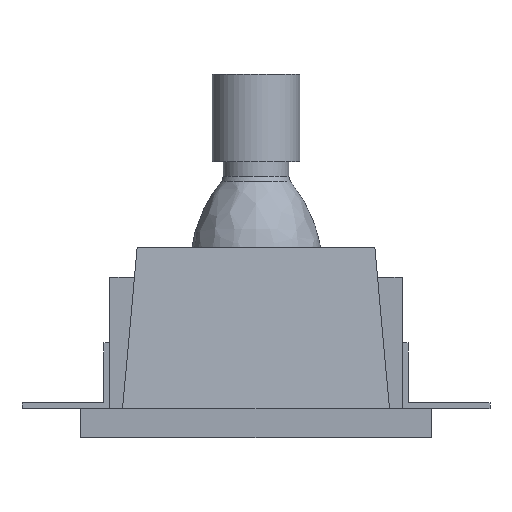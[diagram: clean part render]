
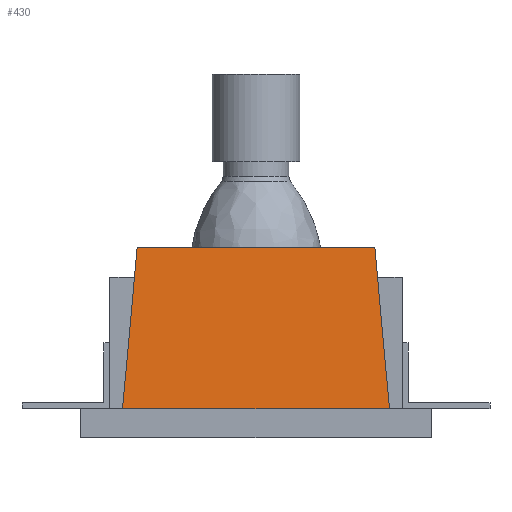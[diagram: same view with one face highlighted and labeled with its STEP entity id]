
A CAD part, front view. The second image highlights one B-rep face of the part: STEP entity #430.
In plain terms, the highlighted free-form (B-spline) face has degree [1, 1] with [2, 2] control points.
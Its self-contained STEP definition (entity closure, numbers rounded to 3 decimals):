
#292=B_SPLINE_SURFACE_WITH_KNOTS('',1,1,((#2744,#2745),(#2746,#2747)),
 .UNSPECIFIED.,.F.,.F.,.F.,(2,2),(2,2),(-11.654,0.),(-11.851,
84.851),.UNSPECIFIED.);
#430=ADVANCED_FACE('',(#595),#292,.T.);
#595=FACE_OUTER_BOUND('',#761,.T.);
#761=EDGE_LOOP('',(#1048,#1049,#1050,#1051));
#1048=ORIENTED_EDGE('',*,*,#1688,.F.);
#1049=ORIENTED_EDGE('',*,*,#1692,.T.);
#1050=ORIENTED_EDGE('',*,*,#1696,.T.);
#1051=ORIENTED_EDGE('',*,*,#1695,.T.);
#1688=EDGE_CURVE('',#2218,#2219,#2046,.T.);
#1692=EDGE_CURVE('',#2218,#2222,#2050,.T.);
#1695=EDGE_CURVE('',#2223,#2219,#2053,.T.);
#1696=EDGE_CURVE('',#2222,#2223,#2054,.T.);
#2046=B_SPLINE_CURVE_WITH_KNOTS('',1,(#2916,#2917),.UNSPECIFIED.,.F.,.F.,
(2,2),(-83.19,10.19),.UNSPECIFIED.);
#2050=B_SPLINE_CURVE_WITH_KNOTS('',3,(#2924,#2925,#2926,#2927,#2928,#2929,
#2930),.UNSPECIFIED.,.F.,.F.,(4,3,4),(1.492,10.,18.272),
 .UNSPECIFIED.);
#2053=B_SPLINE_CURVE_WITH_KNOTS('',3,(#2945,#2946,#2947,#2948,#2949,#2950,
#2951),.UNSPECIFIED.,.F.,.F.,(4,3,4),(-18.272,-10.,-1.492),
 .UNSPECIFIED.);
#2054=B_SPLINE_CURVE_WITH_KNOTS('',1,(#2952,#2953,#2954,#2955),
 .UNSPECIFIED.,.F.,.F.,(2,1,1,2),(-91.264,-82.132,-9.132,
0.),.UNSPECIFIED.);
#2218=VERTEX_POINT('',#2844);
#2219=VERTEX_POINT('',#2845);
#2222=VERTEX_POINT('',#2848);
#2223=VERTEX_POINT('',#2849);
#2744=CARTESIAN_POINT('',(-40.632,-40.632,65.));
#2745=CARTESIAN_POINT('',(40.632,-40.632,65.));
#2746=CARTESIAN_POINT('',(-48.351,-46.459,0.905));
#2747=CARTESIAN_POINT('',(48.351,-46.459,0.905));
#2844=CARTESIAN_POINT('',(45.632,-45.632,10.));
#2845=CARTESIAN_POINT('',(-45.632,-45.632,10.));
#2848=CARTESIAN_POINT('',(40.632,-40.632,65.));
#2849=CARTESIAN_POINT('',(-40.632,-40.632,65.));
#2916=CARTESIAN_POINT('',(45.632,-45.632,10.));
#2917=CARTESIAN_POINT('',(-45.632,-45.632,10.));
#2924=CARTESIAN_POINT('',(45.632,-45.632,10.));
#2925=CARTESIAN_POINT('',(44.214,-44.214,25.599));
#2926=CARTESIAN_POINT('',(42.796,-42.796,41.197));
#2927=CARTESIAN_POINT('',(41.378,-41.378,56.796));
#2928=CARTESIAN_POINT('',(41.129,-41.129,59.531));
#2929=CARTESIAN_POINT('',(40.881,-40.881,62.265));
#2930=CARTESIAN_POINT('',(40.632,-40.632,65.));
#2945=CARTESIAN_POINT('',(-40.632,-40.632,65.));
#2946=CARTESIAN_POINT('',(-40.881,-40.881,62.265));
#2947=CARTESIAN_POINT('',(-41.129,-41.129,59.531));
#2948=CARTESIAN_POINT('',(-41.378,-41.378,56.796));
#2949=CARTESIAN_POINT('',(-42.796,-42.796,41.197));
#2950=CARTESIAN_POINT('',(-44.214,-44.214,25.599));
#2951=CARTESIAN_POINT('',(-45.632,-45.632,10.));
#2952=CARTESIAN_POINT('',(40.632,-40.632,65.));
#2953=CARTESIAN_POINT('',(31.5,-40.632,65.));
#2954=CARTESIAN_POINT('',(-31.5,-40.632,65.));
#2955=CARTESIAN_POINT('',(-40.632,-40.632,65.));
